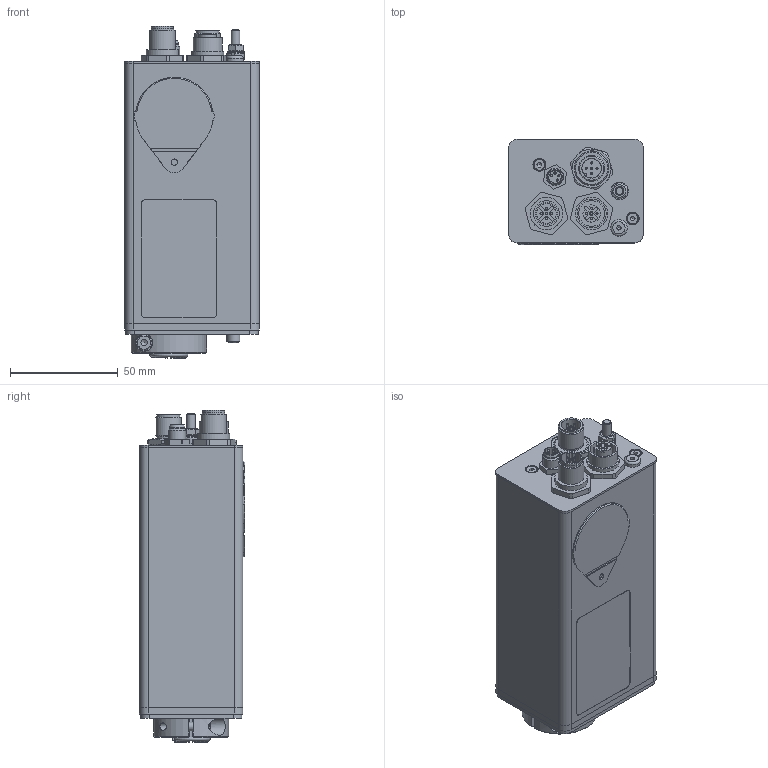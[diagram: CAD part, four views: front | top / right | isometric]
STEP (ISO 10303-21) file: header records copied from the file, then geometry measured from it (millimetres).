
FILE_DESCRIPTION(/* description */ ('Grundgestell PSE31x-14/33x-14'),/* implementation_level */ '2;1');
FILE_NAME(/* name */ 'PSE31x33x-14.stp',/* time_stamp */ '2015-08-25T14:07:29+02:00',/* author */ ('nwolf'),/* organization */ (''),/* preprocessor_version */ 'ST-DEVELOPER v15.6',/* originating_system */ 'Autodesk Inventor 2015',/* authorisation */ '');
FILE_SCHEMA (('AUTOMOTIVE_DESIGN { 1 0 10303 214 3 1 1 }'));
Products named in the file (39): 1020.003374M; DIN 625 SKF - SKF 61803; DIN 912 - M3 x 0,5 x 10 x 8,75; 1010.002444M; ENG-000683; ENG-000682; ENG-000294; ENG-000623; ENG-000280; ENG-000685; ENG-000686; 3030.003639M; ENG-000687; ENG-000688; 3030.004019M; ENG-000690; ENG-000691; 3030.004029M; DIN 912 - M4 x 0,7 x 16 x 14,25; DIN 6797 - A 4,3; DIN 7984 - M3 x 12; 3090.000794M; 7000.000654MB; 7005.001714MB; ENG-001793; 1200.006464M; 1290.002914M; 1190.000294M; DIN 7993 - A 16; ENG-000650; ENG-000651; 3030.003989M; ENG-002497; 1450.001324MA; 7000.002754M; 1020.003654MH; 2100.000599M; 2100.000199M; 7300.011173M
Assembly tree (44 placements, depth 3):
  7300.011173M
    1020.003374M
    DIN 625 SKF - SKF 61803
    DIN 912 - M3 x 0,5 x 10 x 8,75  x4
    1010.002444M
    3030.003639M
      ENG-000683
      ENG-000682
      ENG-000294
      ENG-000623
      ENG-000280
      ENG-000685
      ENG-000686
    3030.004019M
      ENG-000687
      ENG-000688
    3030.004029M
      ENG-000690
      ENG-000691
    DIN 912 - M4 x 0,7 x 16 x 14,25  x2
    DIN 6797 - A 4,3  x2
    DIN 7984 - M3 x 12  x2
    3090.000794M
    7000.000654MB
    7005.001714MB
    ENG-001793
    1200.006464M
    1290.002914M
    1190.000294M
    DIN 7993 - A 16
    3030.003989M
      ENG-000650
      ENG-000651
    ENG-002497
    1450.001324MA
    7000.002754M
    1020.003654MH
    2100.000599M
    2100.000199M
Bounding box: 62.5 x 49.2 x 154.3 mm (x, y, z)
Volume: 70744.1 mm3; surface area: 104880.1 mm2
Topology: 40 solids, 40 shells, 2027 faces, 5062 edges, 3342 vertices
Faces by surface type: plane 1327, cylinder 399, bspline 138, cone 82, torus 60, sphere 21
Full cylindrical faces by diameter (mm): 0.6 x4, 0.75 x5, 1 x33, 1.6 x10, 2 x3, 2.459 x1, 3 x10, 3.242 x2, 3.459 x2, 4 x8, 4.3 x3, 4.5 x1, 5.5 x6, 5.8 x1, 5.96 x1, 6 x9, 6.2 x1, 6.4 x1, 6.785 x1, 6.8 x2, 7 x3, 7.2 x1, 7.5 x1, 7.7 x1, 8 x10, 8.1 x1, 8.2 x2, 9 x2, 9.2 x1, 10 x1
Entity records: 58323 total; most frequent: CARTESIAN_POINT 13694, ORIENTED_EDGE 8794, DIRECTION 8733, EDGE_CURVE 4397, VERTEX_POINT 3039, AXIS2_PLACEMENT_3D 2976, LINE 2781, VECTOR 2781
